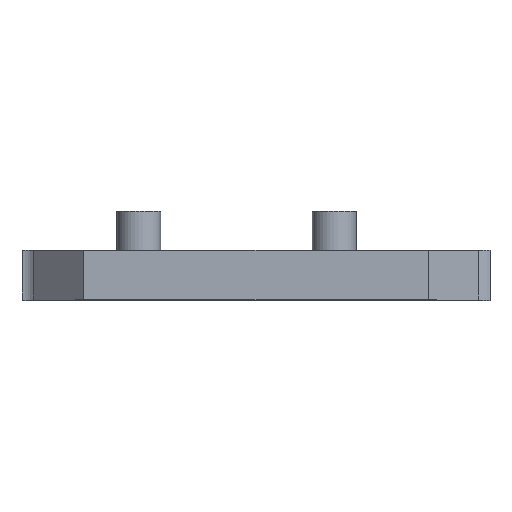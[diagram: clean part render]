
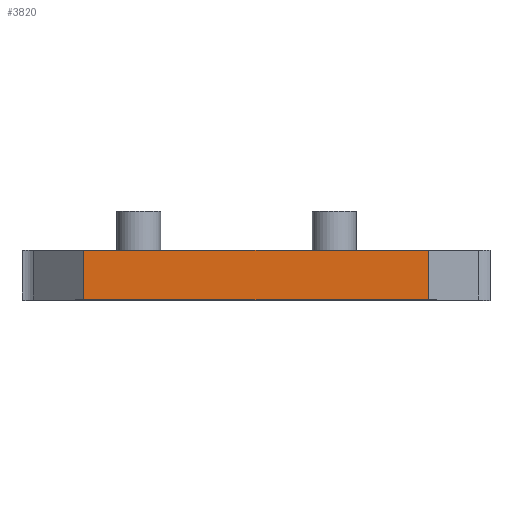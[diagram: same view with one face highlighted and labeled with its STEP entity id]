
A CAD part, top view. The second image highlights one B-rep face of the part: STEP entity #3820.
In plain terms, the highlighted planar face has unit normal (0, 0, 1).
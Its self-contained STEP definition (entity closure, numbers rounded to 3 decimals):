
#79=PLANE('',#4065);
#208=FACE_OUTER_BOUND('',#421,.T.);
#421=EDGE_LOOP('',(#2646,#2647,#2648,#2649));
#663=LINE('',#5668,#1062);
#665=LINE('',#5672,#1064);
#666=LINE('',#5674,#1065);
#667=LINE('',#5675,#1066);
#1062=VECTOR('',#4521,10.);
#1064=VECTOR('',#4525,10.);
#1065=VECTOR('',#4526,10.);
#1066=VECTOR('',#4527,10.);
#1641=VERTEX_POINT('',#5665);
#1642=VERTEX_POINT('',#5667);
#1643=VERTEX_POINT('',#5671);
#1644=VERTEX_POINT('',#5673);
#2039=EDGE_CURVE('',#1641,#1642,#663,.T.);
#2041=EDGE_CURVE('',#1643,#1641,#665,.T.);
#2042=EDGE_CURVE('',#1643,#1644,#666,.T.);
#2043=EDGE_CURVE('',#1642,#1644,#667,.T.);
#2646=ORIENTED_EDGE('',*,*,#2041,.F.);
#2647=ORIENTED_EDGE('',*,*,#2042,.T.);
#2648=ORIENTED_EDGE('',*,*,#2043,.F.);
#2649=ORIENTED_EDGE('',*,*,#2039,.F.);
#3820=ADVANCED_FACE('',(#208),#79,.T.);
#4065=AXIS2_PLACEMENT_3D('',#5670,#4523,#4524);
#4521=DIRECTION('',(0.,-1.,0.));
#4523=DIRECTION('center_axis',(0.,0.,1.));
#4524=DIRECTION('ref_axis',(-1.,0.,0.));
#4525=DIRECTION('',(1.,0.,0.));
#4526=DIRECTION('',(0.,-1.,0.));
#4527=DIRECTION('',(-1.,0.,0.));
#5665=CARTESIAN_POINT('',(17.642,0.,22.45));
#5667=CARTESIAN_POINT('',(17.642,-5.1,22.45));
#5668=CARTESIAN_POINT('',(17.642,0.,22.45));
#5670=CARTESIAN_POINT('Origin',(17.642,0.,22.45));
#5671=CARTESIAN_POINT('',(-17.642,0.,22.45));
#5672=CARTESIAN_POINT('',(-17.642,0.,22.45));
#5673=CARTESIAN_POINT('',(-17.642,-5.1,22.45));
#5674=CARTESIAN_POINT('',(-17.642,0.,22.45));
#5675=CARTESIAN_POINT('',(0.,-5.1,22.45));
